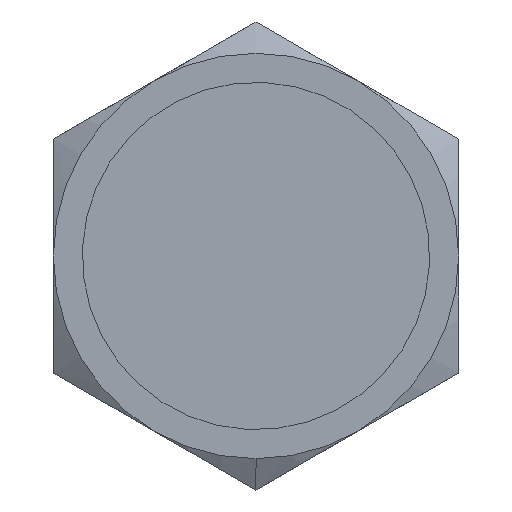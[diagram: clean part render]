
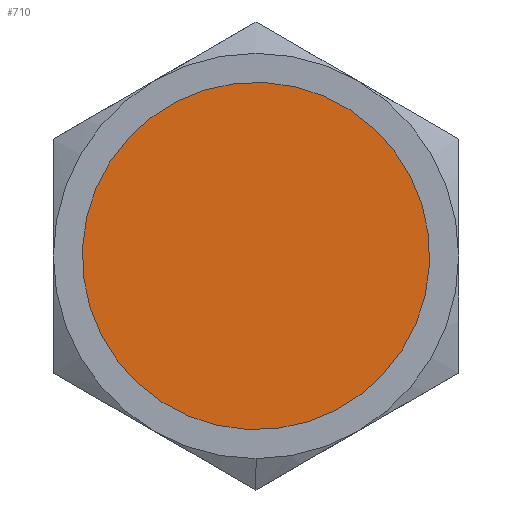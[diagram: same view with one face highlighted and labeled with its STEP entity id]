
A CAD part, left-side view. The second image highlights one B-rep face of the part: STEP entity #710.
In plain terms, the highlighted planar face has unit normal (-1, 0, 0).
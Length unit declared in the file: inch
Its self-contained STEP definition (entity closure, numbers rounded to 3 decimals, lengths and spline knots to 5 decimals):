
#126 = CARTESIAN_POINT ( 'NONE',  ( -0.15886, -0.13761, -0.12736 ) ) ;
#185 = DIRECTION ( 'NONE',  ( 0., 0.734, 0.679 ) ) ;
#373 = CIRCLE ( 'NONE', #1289, 0.1875 ) ;
#433 = VERTEX_POINT ( 'NONE', #1898 ) ;
#532 = CARTESIAN_POINT ( 'NONE',  ( -0.15886, 0., 0. ) ) ;
#710 = ADVANCED_FACE ( 'NONE', ( #876 ), #1484, .F. ) ;
#725 = ORIENTED_EDGE ( 'NONE', *, *, #1834, .F. ) ;
#826 = DIRECTION ( 'NONE',  ( 0., 0.734, 0.679 ) ) ;
#876 = FACE_OUTER_BOUND ( 'NONE', #1852, .T. ) ;
#925 = CARTESIAN_POINT ( 'NONE',  ( -0.15886, 0., 0. ) ) ;
#1112 = AXIS2_PLACEMENT_3D ( 'NONE', #925, #1495, #185 ) ;
#1149 = EDGE_CURVE ( 'NONE', #2133, #433, #373, .T. ) ;
#1289 = AXIS2_PLACEMENT_3D ( 'NONE', #1784, #2164, #826 ) ;
#1484 = PLANE ( 'NONE',  #1112 ) ;
#1495 = DIRECTION ( 'NONE',  ( 1., 0., 0. ) ) ;
#1539 = ORIENTED_EDGE ( 'NONE', *, *, #1149, .F. ) ;
#1748 = CIRCLE ( 'NONE', #1904, 0.1875 ) ;
#1784 = CARTESIAN_POINT ( 'NONE',  ( -0.15886, 0., 0. ) ) ;
#1834 = EDGE_CURVE ( 'NONE', #433, #2133, #1748, .T. ) ;
#1852 = EDGE_LOOP ( 'NONE', ( #1539, #725 ) ) ;
#1898 = CARTESIAN_POINT ( 'NONE',  ( -0.15886, 0.13761, 0.12736 ) ) ;
#1904 = AXIS2_PLACEMENT_3D ( 'NONE', #532, #2049, #2068 ) ;
#2049 = DIRECTION ( 'NONE',  ( 1., 0., 0. ) ) ;
#2068 = DIRECTION ( 'NONE',  ( 0., 0.734, 0.679 ) ) ;
#2133 = VERTEX_POINT ( 'NONE', #126 ) ;
#2164 = DIRECTION ( 'NONE',  ( 1., 0., 0. ) ) ;
